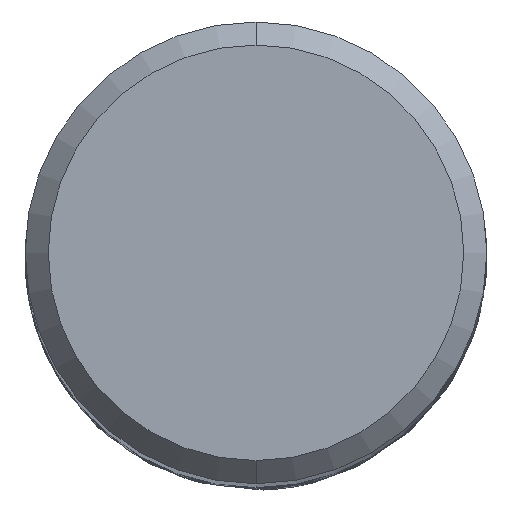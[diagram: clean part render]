
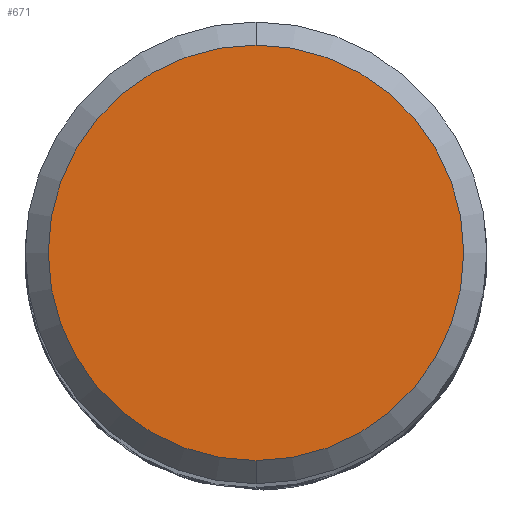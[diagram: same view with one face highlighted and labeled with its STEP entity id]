
A CAD part, top view. The second image highlights one B-rep face of the part: STEP entity #671.
In plain terms, the highlighted planar face has unit normal (0, 0, 1).
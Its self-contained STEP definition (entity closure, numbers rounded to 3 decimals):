
#671=ADVANCED_FACE('',(#1852),#1853,.T.);
#1063=EDGE_CURVE('',#1131,#1751,#2273,.T.);
#1073=EDGE_CURVE('',#1751,#1131,#2286,.T.);
#1131=VERTEX_POINT('',#2349);
#1751=VERTEX_POINT('',#3031);
#1852=FACE_OUTER_BOUND('',#3521,.T.);
#1853=PLANE('',#3522);
#2273=CIRCLE('',#8584,4.5);
#2286=CIRCLE('',#8598,4.5);
#2349=CARTESIAN_POINT('',(0.,-4.5,0.0));
#3031=CARTESIAN_POINT('',(0.0,4.5,0.0));
#3521=EDGE_LOOP('',(#17014,#17015));
#3522=AXIS2_PLACEMENT_3D('',#17016,#17017,#17018);
#8584=AXIS2_PLACEMENT_3D('',#17367,#17368,#17369);
#8598=AXIS2_PLACEMENT_3D('',#17405,#17406,#17407);
#17014=ORIENTED_EDGE('',*,*,#1073,.F.);
#17015=ORIENTED_EDGE('',*,*,#1063,.F.);
#17016=CARTESIAN_POINT('',(0.0,2.25,0.0));
#17017=DIRECTION('',(-0.0,0.0,1.0));
#17018=DIRECTION('',(0.0,-1.0,0.0));
#17367=CARTESIAN_POINT('',(0.0,0.0,0.0));
#17368=DIRECTION('',(0.0,0.0,-1.0));
#17369=DIRECTION('',(0.0,1.0,0.0));
#17405=CARTESIAN_POINT('',(0.0,0.0,0.0));
#17406=DIRECTION('',(0.0,0.0,-1.0));
#17407=DIRECTION('',(0.0,1.0,0.0));
